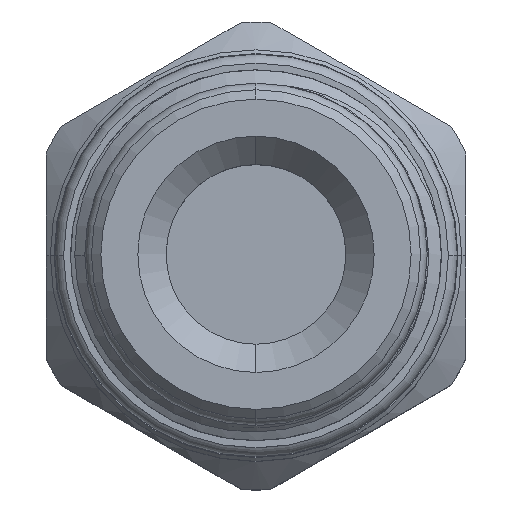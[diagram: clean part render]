
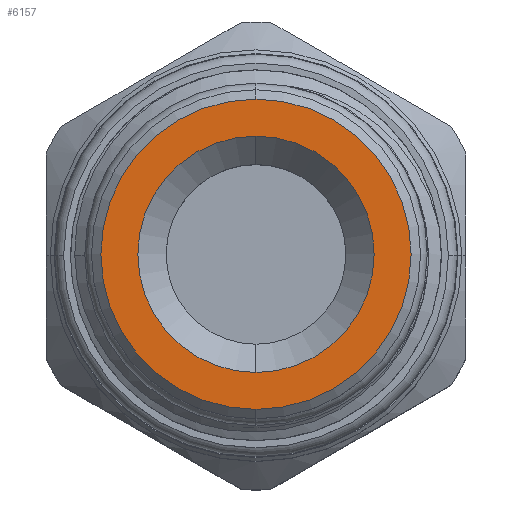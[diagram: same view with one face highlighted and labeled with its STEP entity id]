
A CAD part, top view. The second image highlights one B-rep face of the part: STEP entity #6157.
In plain terms, the highlighted planar face has unit normal (0, 0, 1).
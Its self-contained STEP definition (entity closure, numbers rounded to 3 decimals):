
#110 = CARTESIAN_POINT ( 'NONE',  ( 0., 0., 45.202 ) ) ;
#295 = DIRECTION ( 'NONE',  ( 0., 0., 1. ) ) ;
#300 = CARTESIAN_POINT ( 'NONE',  ( 0., 0., 45.202 ) ) ;
#622 = DIRECTION ( 'NONE',  ( 0., 1., 0. ) ) ;
#664 = CARTESIAN_POINT ( 'NONE',  ( 0., -8.225, 45.202 ) ) ;
#1422 = CIRCLE ( 'NONE', #9084, 8.225 ) ;
#1491 = CARTESIAN_POINT ( 'NONE',  ( 0., 0., 45.202 ) ) ;
#1688 = DIRECTION ( 'NONE',  ( 0., -1., 0. ) ) ;
#1965 = AXIS2_PLACEMENT_3D ( 'NONE', #9709, #13200, #9652 ) ;
#2727 = EDGE_LOOP ( 'NONE', ( #7081, #4215 ) ) ;
#3346 = VERTEX_POINT ( 'NONE', #664 ) ;
#4037 = DIRECTION ( 'NONE',  ( 0., -1., 0. ) ) ;
#4215 = ORIENTED_EDGE ( 'NONE', *, *, #5266, .T. ) ;
#4636 = CARTESIAN_POINT ( 'NONE',  ( 0., -6.265, 45.202 ) ) ;
#5091 = CIRCLE ( 'NONE', #1965, 6.265 ) ;
#5266 = EDGE_CURVE ( 'NONE', #5289, #3346, #9449, .T. ) ;
#5289 = VERTEX_POINT ( 'NONE', #7502 ) ;
#5510 = DIRECTION ( 'NONE',  ( 0., 0., 1. ) ) ;
#5579 = AXIS2_PLACEMENT_3D ( 'NONE', #300, #6701, #1688 ) ;
#6157 = ADVANCED_FACE ( 'NONE', ( #15124, #16090 ), #7741, .F. ) ;
#6701 = DIRECTION ( 'NONE',  ( 0., 0., -1. ) ) ;
#6740 = ORIENTED_EDGE ( 'NONE', *, *, #9685, .F. ) ;
#7081 = ORIENTED_EDGE ( 'NONE', *, *, #15305, .T. ) ;
#7502 = CARTESIAN_POINT ( 'NONE',  ( 0., 8.225, 45.202 ) ) ;
#7593 = CIRCLE ( 'NONE', #9857, 6.265 ) ;
#7741 = PLANE ( 'NONE',  #5579 ) ;
#7756 = CARTESIAN_POINT ( 'NONE',  ( 0., 6.265, 45.202 ) ) ;
#9084 = AXIS2_PLACEMENT_3D ( 'NONE', #1491, #295, #4037 ) ;
#9449 = CIRCLE ( 'NONE', #13940, 8.225 ) ;
#9652 = DIRECTION ( 'NONE',  ( 0., 1., 0. ) ) ;
#9685 = EDGE_CURVE ( 'NONE', #11561, #12821, #5091, .T. ) ;
#9709 = CARTESIAN_POINT ( 'NONE',  ( 0., 0., 45.202 ) ) ;
#9857 = AXIS2_PLACEMENT_3D ( 'NONE', #10444, #5510, #622 ) ;
#10444 = CARTESIAN_POINT ( 'NONE',  ( 0., 0., 45.202 ) ) ;
#10563 = EDGE_CURVE ( 'NONE', #12821, #11561, #7593, .T. ) ;
#11561 = VERTEX_POINT ( 'NONE', #4636 ) ;
#12497 = DIRECTION ( 'NONE',  ( 0., 0., 1. ) ) ;
#12821 = VERTEX_POINT ( 'NONE', #7756 ) ;
#13200 = DIRECTION ( 'NONE',  ( 0., 0., 1. ) ) ;
#13484 = ORIENTED_EDGE ( 'NONE', *, *, #10563, .F. ) ;
#13940 = AXIS2_PLACEMENT_3D ( 'NONE', #110, #12497, #14794 ) ;
#14794 = DIRECTION ( 'NONE',  ( 0., -1., 0. ) ) ;
#15124 = FACE_OUTER_BOUND ( 'NONE', #2727, .T. ) ;
#15305 = EDGE_CURVE ( 'NONE', #3346, #5289, #1422, .T. ) ;
#15799 = EDGE_LOOP ( 'NONE', ( #13484, #6740 ) ) ;
#16090 = FACE_BOUND ( 'NONE', #15799, .T. ) ;
